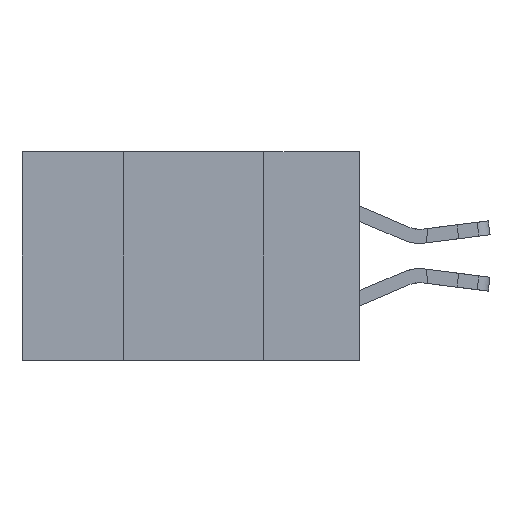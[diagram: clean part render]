
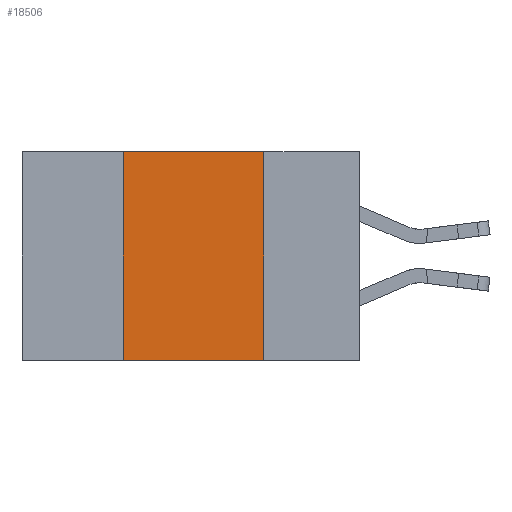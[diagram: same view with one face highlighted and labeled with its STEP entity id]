
A CAD part, left-side view. The second image highlights one B-rep face of the part: STEP entity #18506.
In plain terms, the highlighted planar face has unit normal (-1, 0, 0).
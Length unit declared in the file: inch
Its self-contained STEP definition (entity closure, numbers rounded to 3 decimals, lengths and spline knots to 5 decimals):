
#136 = VERTEX_POINT ( 'NONE', #14554 ) ;
#1434 = CARTESIAN_POINT ( 'NONE',  ( 0., 0.6, 0. ) ) ;
#2436 = VERTEX_POINT ( 'NONE', #11113 ) ;
#2601 = VECTOR ( 'NONE', #21705, 39.37008 ) ;
#2813 = CARTESIAN_POINT ( 'NONE',  ( 0., 0.6, 0. ) ) ;
#3459 = VECTOR ( 'NONE', #18112, 39.37008 ) ;
#4872 = CARTESIAN_POINT ( 'NONE',  ( 0., 0.42, -0.37 ) ) ;
#4882 = EDGE_CURVE ( 'NONE', #5921, #136, #8516, .T. ) ;
#5403 = DIRECTION ( 'NONE',  ( 0., -1., 0. ) ) ;
#5921 = VERTEX_POINT ( 'NONE', #24238 ) ;
#6329 = CARTESIAN_POINT ( 'NONE',  ( 0., 0.17, 0. ) ) ;
#8516 = LINE ( 'NONE', #6329, #22939 ) ;
#9693 = EDGE_CURVE ( 'NONE', #23157, #2436, #13874, .T. ) ;
#10195 = DIRECTION ( 'NONE',  ( 0., 0., -1. ) ) ;
#11113 = CARTESIAN_POINT ( 'NONE',  ( 0., 0.42, 0. ) ) ;
#13282 = DIRECTION ( 'NONE',  ( 1., 0., 0. ) ) ;
#13404 = FACE_OUTER_BOUND ( 'NONE', #14655, .T. ) ;
#13874 = LINE ( 'NONE', #14123, #2601 ) ;
#14123 = CARTESIAN_POINT ( 'NONE',  ( 0., 0.42, 0. ) ) ;
#14133 = LINE ( 'NONE', #2813, #3459 ) ;
#14554 = CARTESIAN_POINT ( 'NONE',  ( 0., 0.17, -0.37 ) ) ;
#14655 = EDGE_LOOP ( 'NONE', ( #18659, #15549, #20437, #17088 ) ) ;
#15549 = ORIENTED_EDGE ( 'NONE', *, *, #24945, .F. ) ;
#16430 = AXIS2_PLACEMENT_3D ( 'NONE', #1434, #13282, #17003 ) ;
#17003 = DIRECTION ( 'NONE',  ( 0., 0., -1. ) ) ;
#17088 = ORIENTED_EDGE ( 'NONE', *, *, #20311, .T. ) ;
#18112 = DIRECTION ( 'NONE',  ( 0., -1., 0. ) ) ;
#18506 = ADVANCED_FACE ( 'NONE', ( #13404 ), #21111, .F. ) ;
#18659 = ORIENTED_EDGE ( 'NONE', *, *, #4882, .F. ) ;
#20311 = EDGE_CURVE ( 'NONE', #23157, #136, #20693, .T. ) ;
#20437 = ORIENTED_EDGE ( 'NONE', *, *, #9693, .F. ) ;
#20693 = LINE ( 'NONE', #22746, #21811 ) ;
#21111 = PLANE ( 'NONE',  #16430 ) ;
#21705 = DIRECTION ( 'NONE',  ( 0., 0., 1. ) ) ;
#21811 = VECTOR ( 'NONE', #5403, 39.37008 ) ;
#22746 = CARTESIAN_POINT ( 'NONE',  ( 0., 0.6, -0.37 ) ) ;
#22939 = VECTOR ( 'NONE', #10195, 39.37008 ) ;
#23157 = VERTEX_POINT ( 'NONE', #4872 ) ;
#24238 = CARTESIAN_POINT ( 'NONE',  ( 0., 0.17, 0. ) ) ;
#24945 = EDGE_CURVE ( 'NONE', #2436, #5921, #14133, .T. ) ;
